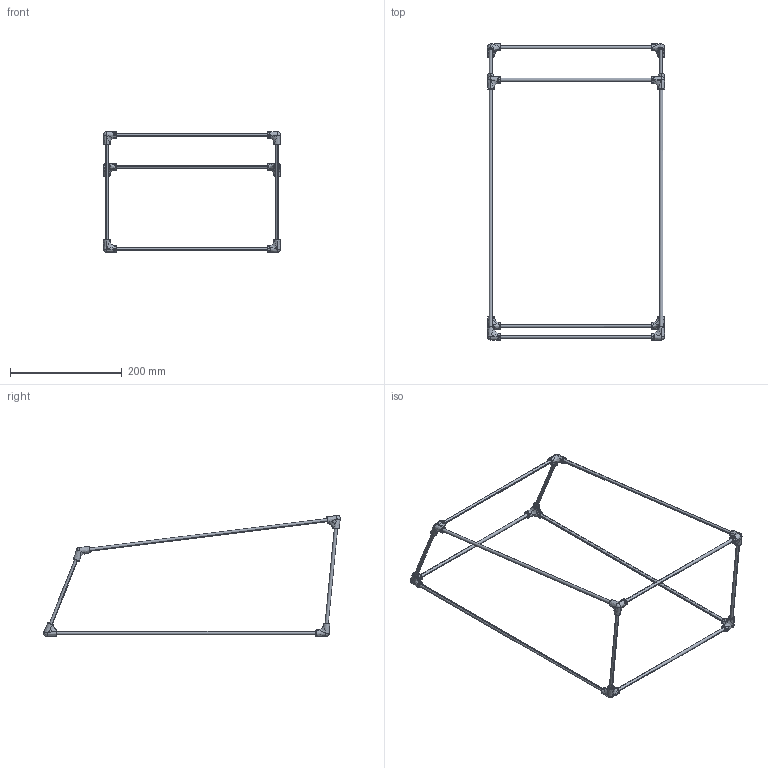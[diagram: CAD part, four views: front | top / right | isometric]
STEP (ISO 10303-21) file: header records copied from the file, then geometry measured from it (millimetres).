
FILE_DESCRIPTION(('FreeCAD Model'),'2;1');
FILE_NAME('Open CASCADE Shape Model','2025-05-03T20:19:53',('FreeCAD'),( 'FreeCAD'),'Open CASCADE STEP processor 7.6','FreeCAD','Unknown');
FILE_SCHEMA(('AUTOMOTIVE_DESIGN { 1 0 10303 214 1 1 1 1 }'));
Products named in the file (1): Open CASCADE STEP translator 7.6 1
Bounding box: 316.71 x 531.35 x 217.21 mm (x, y, z)
Volume: 101405.4 mm3; surface area: 131472.4 mm2
Topology: 20 solids, 20 shells, 980 faces, 2306 edges, 1416 vertices
Faces by surface type: bspline 980
Entity records: 56064 total; most frequent: CARTESIAN_POINT 42889, ORIENTED_EDGE 4532, EDGE_CURVE 2266, VERTEX_POINT 1416, B_SPLINE_CURVE_WITH_KNOTS 1250, FACE_BOUND 1094, EDGE_LOOP 1094, ADVANCED_FACE 980
